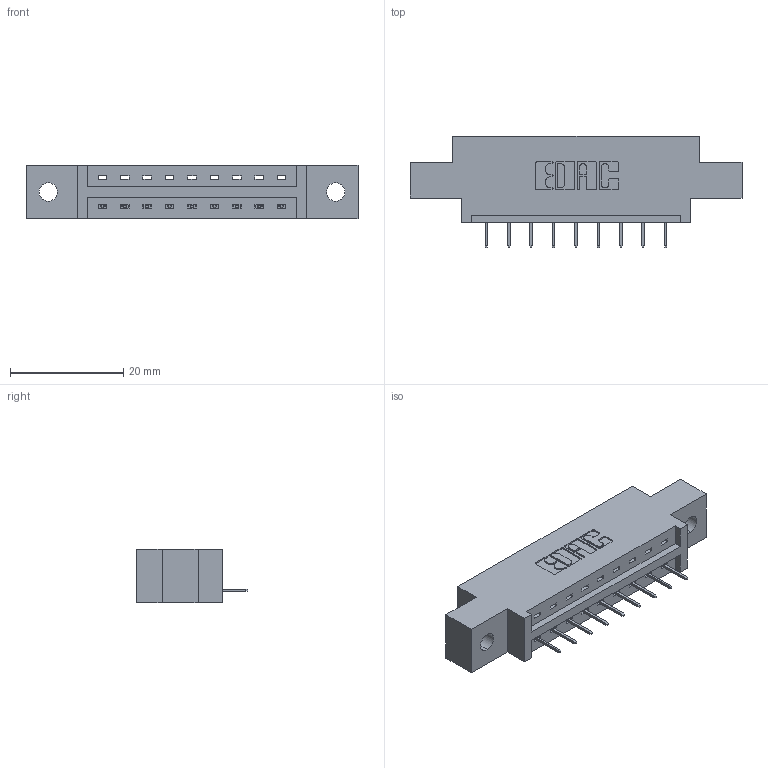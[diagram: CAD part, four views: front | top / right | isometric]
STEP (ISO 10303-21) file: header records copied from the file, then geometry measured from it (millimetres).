
FILE_DESCRIPTION (( 'STEP AP203' ), '1' );
FILE_NAME ('387-009-524-602.STEP', '2019-10-02T05:02:56', ( '' ), ( '' ), 'SwSTEP 2.0', 'SolidWorks 2016', '' );
FILE_SCHEMA (( 'CONFIG_CONTROL_DESIGN' ));
Length unit declared in the file: inch
Products named in the file (3): 345-292-001_345-293-124; 387-009-524-602; 337 Part_0.170 Offset - 0.128 Dia
Assembly tree (10 placements, depth 2):
  387-009-524-602
    337 Part_0.170 Offset - 0.128 Dia
    345-292-001_345-293-124  x9
Bounding box: 58.67 x 19.69 x 9.4 mm (x, y, z)
Volume: 5495.5 mm3; surface area: 5197.1 mm2
Topology: 10 solids, 10 shells, 712 faces, 2051 edges, 1330 vertices
Faces by surface type: plane 542, cylinder 170
Entity records: 11167 total; most frequent: CARTESIAN_POINT 1949, ORIENTED_EDGE 1894, DIRECTION 1709, EDGE_CURVE 947, VECTOR 823, LINE 823, VERTEX_POINT 626, AXIS2_PLACEMENT_3D 443
